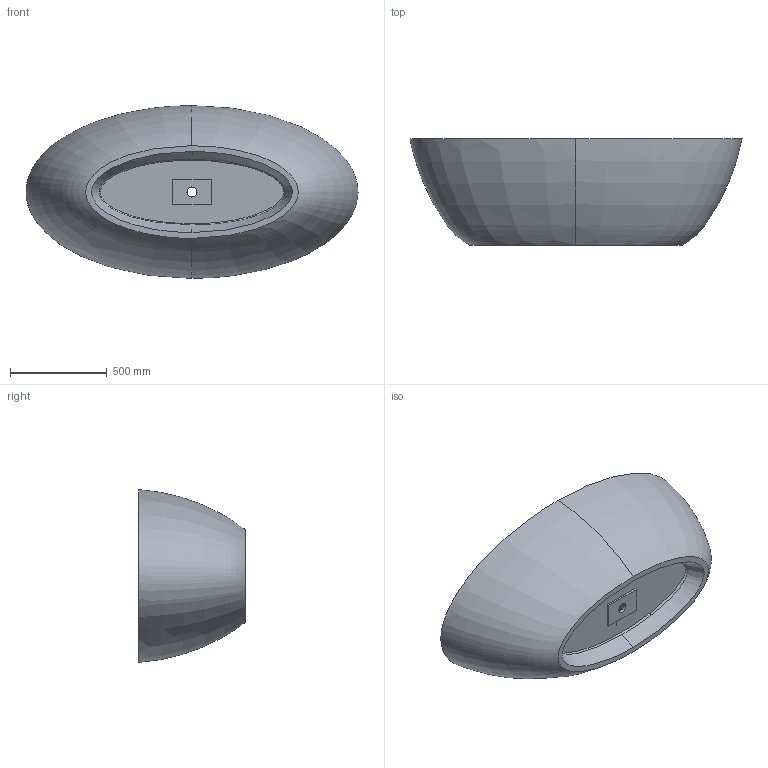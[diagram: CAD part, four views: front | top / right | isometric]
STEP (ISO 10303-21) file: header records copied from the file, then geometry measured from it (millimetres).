
FILE_DESCRIPTION (( 'STEP AP214' ), '1' );
FILE_NAME ('CAL-BW-D.STEP', '2020-11-16T08:44:57', ( '' ), ( '' ), 'SwSTEP 2.0', 'SolidWorks 2020', '' );
FILE_SCHEMA (( 'AUTOMOTIVE_DESIGN' ));
Length unit declared in the file: millimetre
Products named in the file (1): CAL-BW-D
Bounding box: 1719.89 x 550 x 895 mm (x, y, z)
Volume: 99256428.6 mm3; surface area: 5064489.8 mm2
Topology: 1 solids, 1 shells, 41 faces, 107 edges, 68 vertices
Faces by surface type: plane 19, bspline 10, cylinder 6, cone 4, torus 2
Entity records: 14180 total; most frequent: CARTESIAN_POINT 13228, ORIENTED_EDGE 214, DIRECTION 156, EDGE_CURVE 107, VERTEX_POINT 68, AXIS2_PLACEMENT_3D 56, EDGE_LOOP 45, VECTOR 44
